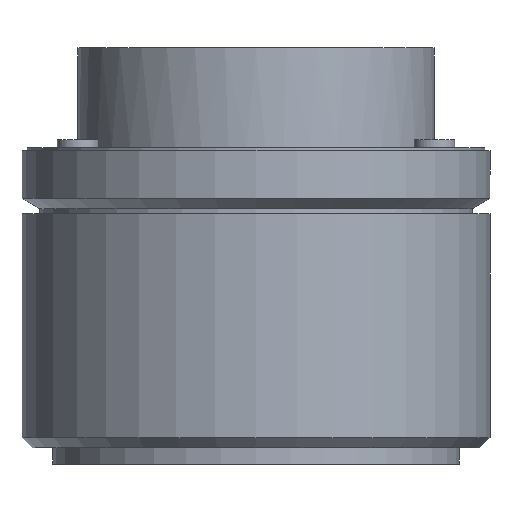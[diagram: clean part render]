
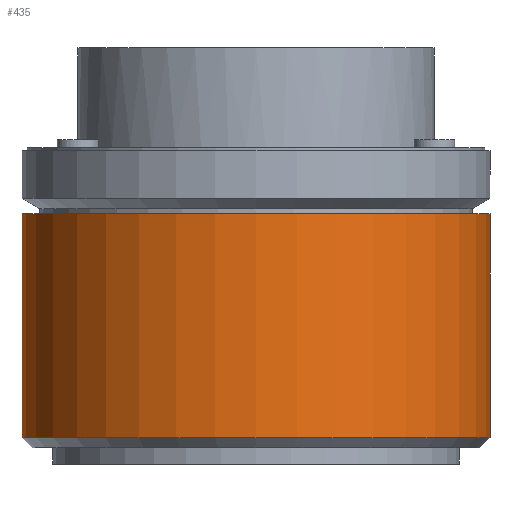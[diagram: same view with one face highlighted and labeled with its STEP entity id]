
A CAD part, front view. The second image highlights one B-rep face of the part: STEP entity #435.
In plain terms, the highlighted cylindrical face has radius 23 mm (diameter 46 mm), a partial arc.
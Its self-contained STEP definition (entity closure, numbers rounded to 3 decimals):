
#175 = CARTESIAN_POINT ( 'NONE',  ( 0., 0., 2.6 ) ) ;
#185 = AXIS2_PLACEMENT_3D ( 'NONE', #175, #192, #191 ) ;
#186 = CIRCLE ( 'NONE', #185, 23. ) ;
#191 = DIRECTION ( 'NONE',  ( -1., 0., 0. ) ) ;
#192 = DIRECTION ( 'NONE',  ( 0., 0., -1. ) ) ;
#205 = CARTESIAN_POINT ( 'NONE',  ( 23., 0., 2.6 ) ) ;
#291 = DIRECTION ( 'NONE',  ( 1., 0., 0. ) ) ;
#301 = DIRECTION ( 'NONE',  ( 0., 0., 1. ) ) ;
#302 = CARTESIAN_POINT ( 'NONE',  ( 0., 0., 24.6 ) ) ;
#303 = AXIS2_PLACEMENT_3D ( 'NONE', #302, #301, #291 ) ;
#304 = CIRCLE ( 'NONE', #303, 23. ) ;
#426 = VERTEX_POINT ( 'NONE', #1217 ) ;
#434 = EDGE_CURVE ( 'NONE', #426, #483, #1158, .T. ) ;
#435 = ADVANCED_FACE ( 'NONE', ( #1154 ), #1153, .T. ) ;
#436 = EDGE_LOOP ( 'NONE', ( #437, #2916, #2907, #2911 ) ) ;
#437 = ORIENTED_EDGE ( 'NONE', *, *, #440, .F. ) ;
#440 = EDGE_CURVE ( 'NONE', #462, #2134, #1300, .T. ) ;
#462 = VERTEX_POINT ( 'NONE', #1223 ) ;
#483 = VERTEX_POINT ( 'NONE', #1427 ) ;
#1148 = DIRECTION ( 'NONE',  ( -1., 0., 0. ) ) ;
#1149 = DIRECTION ( 'NONE',  ( 0., 0., -1. ) ) ;
#1150 = AXIS2_PLACEMENT_3D ( 'NONE', #1152, #1149, #1148 ) ;
#1152 = CARTESIAN_POINT ( 'NONE',  ( 0., 0., 24.6 ) ) ;
#1153 = CYLINDRICAL_SURFACE ( 'NONE', #1150, 23. ) ;
#1154 = FACE_OUTER_BOUND ( 'NONE', #436, .T. ) ;
#1155 = DIRECTION ( 'NONE',  ( 0., 0., -1. ) ) ;
#1156 = VECTOR ( 'NONE', #1155, 1000. ) ;
#1157 = CARTESIAN_POINT ( 'NONE',  ( -23., 0., 24.6 ) ) ;
#1158 = LINE ( 'NONE', #1157, #1156 ) ;
#1217 = CARTESIAN_POINT ( 'NONE',  ( -23., 0., 24.6 ) ) ;
#1223 = CARTESIAN_POINT ( 'NONE',  ( 23., 0., 24.6 ) ) ;
#1297 = DIRECTION ( 'NONE',  ( 0., 0., -1. ) ) ;
#1298 = VECTOR ( 'NONE', #1297, 1000. ) ;
#1299 = CARTESIAN_POINT ( 'NONE',  ( 23., 0., 24.6 ) ) ;
#1300 = LINE ( 'NONE', #1299, #1298 ) ;
#1301 = EDGE_CURVE ( 'NONE', #2134, #483, #186, .T. ) ;
#1427 = CARTESIAN_POINT ( 'NONE',  ( -23., 0., 2.6 ) ) ;
#2134 = VERTEX_POINT ( 'NONE', #205 ) ;
#2907 = ORIENTED_EDGE ( 'NONE', *, *, #434, .T. ) ;
#2911 = ORIENTED_EDGE ( 'NONE', *, *, #1301, .F. ) ;
#2915 = EDGE_CURVE ( 'NONE', #426, #462, #304, .T. ) ;
#2916 = ORIENTED_EDGE ( 'NONE', *, *, #2915, .F. ) ;
